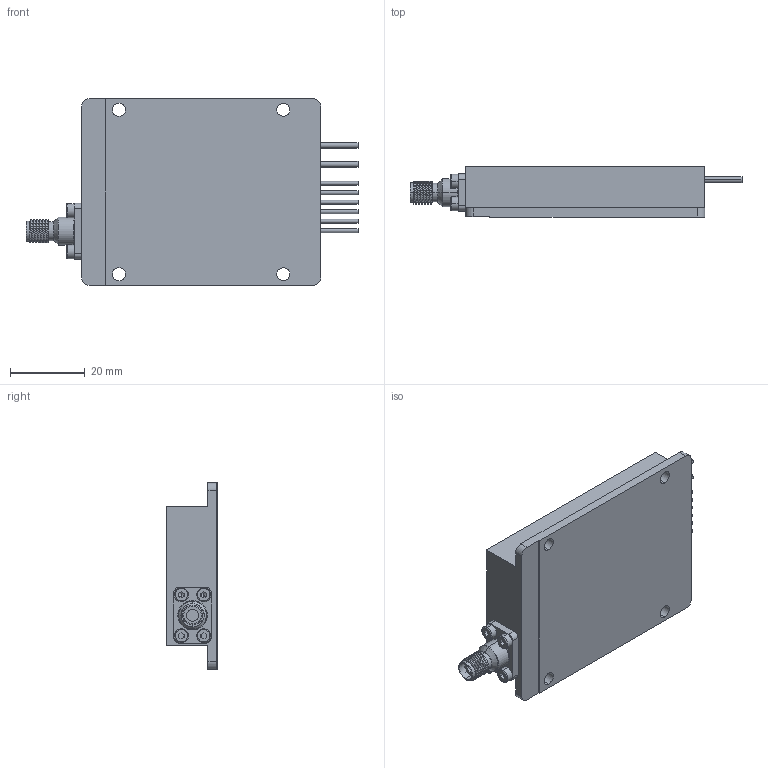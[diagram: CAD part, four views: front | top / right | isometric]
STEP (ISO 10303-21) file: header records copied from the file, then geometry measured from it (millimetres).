
FILE_DESCRIPTION (( 'STEP AP214' ), '1' );
FILE_NAME ('C5.STEP', '2020-04-14T01:29:29', ( '微软用户' ), ( '微软中国' ), 'SwSTEP 2.0', 'SolidWorks 2012', '' );
FILE_SCHEMA (( 'AUTOMOTIVE_DESIGN' ));
Length unit declared in the file: millimetre
Products named in the file (1): C5
Bounding box: 88.9 x 13.5 x 50 mm (x, y, z)
Surface area: 10697.6 mm2 (no closed solid volume)
Topology: 0 solids, 24 shells, 177 faces, 488 edges, 330 vertices
Faces by surface type: plane 81, cylinder 72, torus 14, cone 8, bspline 2
Entity records: 8323 total; most frequent: CARTESIAN_POINT 1810, DIRECTION 1020, ORIENTED_EDGE 824, EDGE_CURVE 484, AXIS2_PLACEMENT_3D 392, VERTEX_POINT 330, LINE 236, VECTOR 236
